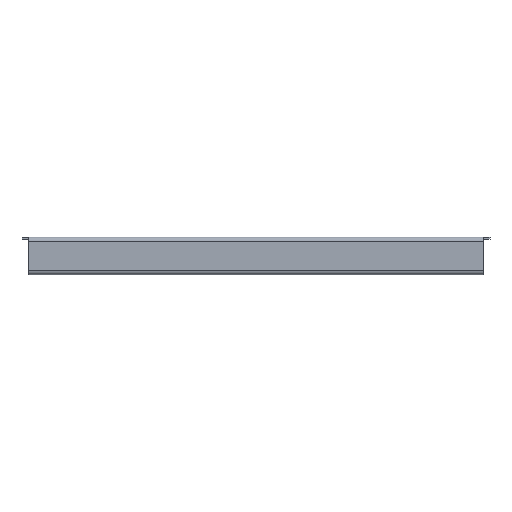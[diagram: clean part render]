
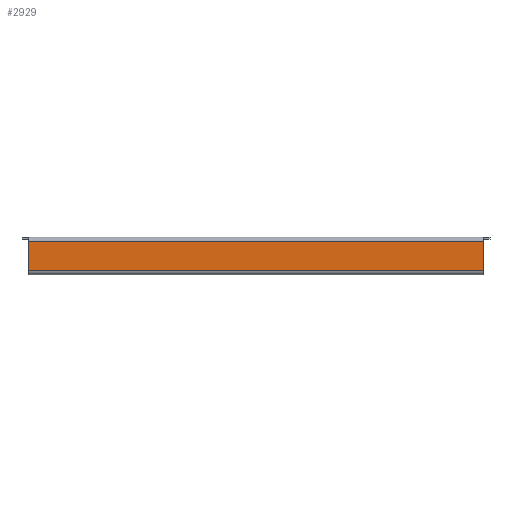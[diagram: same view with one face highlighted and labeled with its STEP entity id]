
A CAD part, top view. The second image highlights one B-rep face of the part: STEP entity #2929.
In plain terms, the highlighted planar face has unit normal (0, 0, 1).
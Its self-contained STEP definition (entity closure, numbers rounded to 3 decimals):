
#20 = EDGE_CURVE ( 'NONE', #1287, #1422, #407, .T. ) ;
#368 = ORIENTED_EDGE ( 'NONE', *, *, #2593, .F. ) ;
#407 = LINE ( 'NONE', #3063, #3511 ) ;
#462 = CARTESIAN_POINT ( 'NONE',  ( -20., 23.6, 30. ) ) ;
#495 = DIRECTION ( 'NONE',  ( -1., 0., 0. ) ) ;
#519 = ORIENTED_EDGE ( 'NONE', *, *, #3158, .F. ) ;
#653 = LINE ( 'NONE', #1253, #2740 ) ;
#718 = AXIS2_PLACEMENT_3D ( 'NONE', #462, #2135, #738 ) ;
#732 = CARTESIAN_POINT ( 'NONE',  ( 10., 23.6, 30. ) ) ;
#738 = DIRECTION ( 'NONE',  ( -1., 0., 0. ) ) ;
#912 = VECTOR ( 'NONE', #1054, 1000. ) ;
#1054 = DIRECTION ( 'NONE',  ( 0., 1., 0. ) ) ;
#1090 = DIRECTION ( 'NONE',  ( 0., -1., 0. ) ) ;
#1253 = CARTESIAN_POINT ( 'NONE',  ( -20., 23.6, 30. ) ) ;
#1287 = VERTEX_POINT ( 'NONE', #1748 ) ;
#1386 = CARTESIAN_POINT ( 'NONE',  ( 740., 23.6, 30. ) ) ;
#1422 = VERTEX_POINT ( 'NONE', #3010 ) ;
#1580 = CARTESIAN_POINT ( 'NONE',  ( 10., 23.6, 30. ) ) ;
#1748 = CARTESIAN_POINT ( 'NONE',  ( 740., -23.6, 30. ) ) ;
#1815 = EDGE_CURVE ( 'NONE', #1422, #3659, #3053, .T. ) ;
#1883 = VECTOR ( 'NONE', #1090, 1000. ) ;
#1978 = ORIENTED_EDGE ( 'NONE', *, *, #20, .F. ) ;
#2135 = DIRECTION ( 'NONE',  ( 0., 0., -1. ) ) ;
#2434 = FACE_OUTER_BOUND ( 'NONE', #2775, .T. ) ;
#2593 = EDGE_CURVE ( 'NONE', #3802, #1287, #2921, .T. ) ;
#2740 = VECTOR ( 'NONE', #3252, 1000. ) ;
#2775 = EDGE_LOOP ( 'NONE', ( #519, #2974, #1978, #368 ) ) ;
#2921 = LINE ( 'NONE', #1386, #1883 ) ;
#2929 = ADVANCED_FACE ( 'NONE', ( #2434 ), #3059, .F. ) ;
#2974 = ORIENTED_EDGE ( 'NONE', *, *, #1815, .F. ) ;
#3010 = CARTESIAN_POINT ( 'NONE',  ( 10., -23.6, 30. ) ) ;
#3053 = LINE ( 'NONE', #732, #912 ) ;
#3059 = PLANE ( 'NONE',  #718 ) ;
#3063 = CARTESIAN_POINT ( 'NONE',  ( -20., -23.6, 30. ) ) ;
#3158 = EDGE_CURVE ( 'NONE', #3659, #3802, #653, .T. ) ;
#3163 = CARTESIAN_POINT ( 'NONE',  ( 740., 23.6, 30. ) ) ;
#3252 = DIRECTION ( 'NONE',  ( 1., 0., 0. ) ) ;
#3511 = VECTOR ( 'NONE', #495, 1000. ) ;
#3659 = VERTEX_POINT ( 'NONE', #1580 ) ;
#3802 = VERTEX_POINT ( 'NONE', #3163 ) ;
